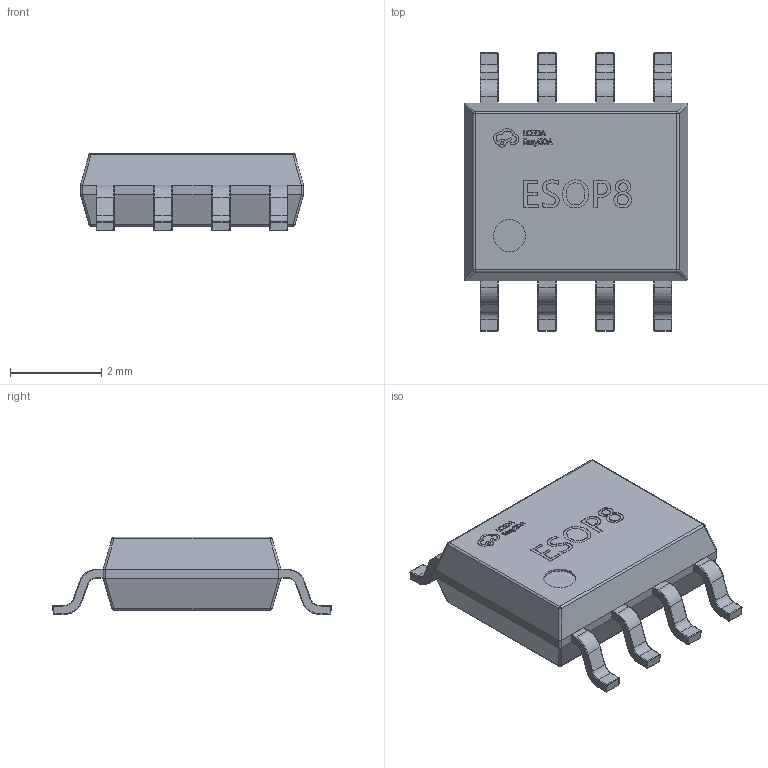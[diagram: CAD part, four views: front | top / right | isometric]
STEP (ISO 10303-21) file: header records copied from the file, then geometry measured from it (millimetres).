
FILE_DESCRIPTION (( 'STEP AP214' ), '1' );
FILE_NAME ('ESOP-8_L4.9-W3.9-P1.27-LS6.0-BL-EP.STEP', '2023-05-11T12:42:00', ( '' ), ( '' ), 'SwSTEP 2.0', 'SolidWorks 2019', '' );
FILE_SCHEMA (( 'AUTOMOTIVE_DESIGN' ));
Length unit declared in the file: millimetre
Products named in the file (4): ESOP-8_L4.9-W3.9-P1.27-LS6.0-BL-EP; U1; COMPOUND_2
Assembly tree (3 placements, depth 4):
  ESOP-8_L4.9-W3.9-P1.27-LS6.0-BL-EP
    U1
      ESOP-8_L4.9-W3.9-P1.27-LS6.0-BL-EP
        COMPOUND_2
Bounding box: 4.9 x 6.1 x 1.7 mm (x, y, z)
Volume: 29 mm3; surface area: 75.3 mm2
Topology: 22 solids, 22 shells, 770 faces, 1898 edges, 1105 vertices
Faces by surface type: plane 300, bspline 280, cylinder 190
Entity records: 35544 total; most frequent: CARTESIAN_POINT 10682, ORIENTED_EDGE 3628, DIRECTION 2806, EDGE_CURVE 1814, VERTEX_POINT 1105, VECTOR 1034, LINE 1034, AXIS2_PLACEMENT_3D 886
